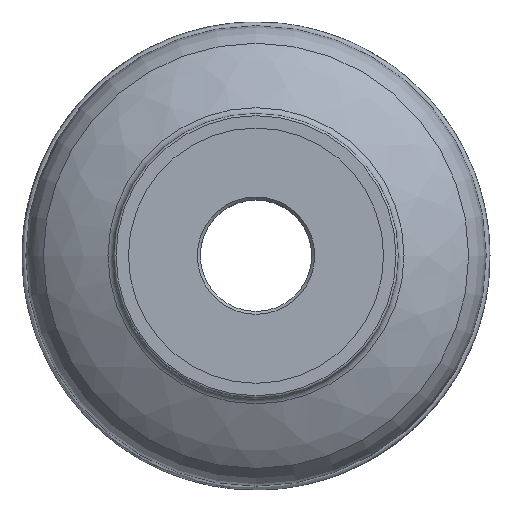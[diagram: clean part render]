
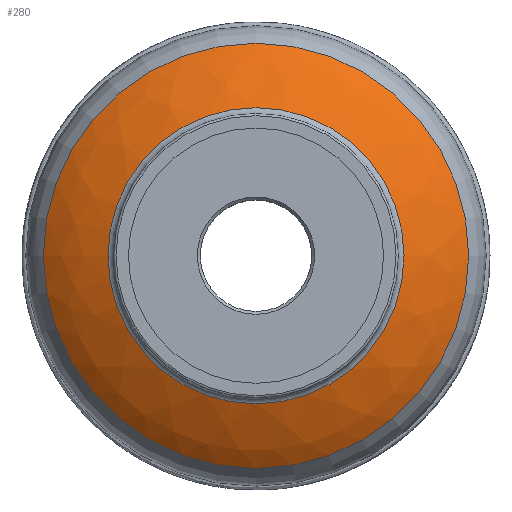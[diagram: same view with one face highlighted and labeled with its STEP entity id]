
A CAD part, top view. The second image highlights one B-rep face of the part: STEP entity #280.
In plain terms, the highlighted face is a revolution surface.
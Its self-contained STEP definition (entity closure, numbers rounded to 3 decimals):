
#89=SURFACE_OF_REVOLUTION('',#93,#91);
#91=AXIS1_PLACEMENT('',#8801,#646);
#93=(
BOUNDED_CURVE()
B_SPLINE_CURVE(3,(#8797,#8798,#8799,#8800),.UNSPECIFIED.,.F.,.F.)
B_SPLINE_CURVE_WITH_KNOTS((4,4),(0.,1.),.UNSPECIFIED.)
CURVE()
GEOMETRIC_REPRESENTATION_ITEM()
RATIONAL_B_SPLINE_CURVE((1.,0.971,0.971,1.))
REPRESENTATION_ITEM('')
);
#130=EDGE_LOOP('',(#178));
#131=EDGE_LOOP('',(#179));
#178=ORIENTED_EDGE('',*,*,#221,.T.);
#179=ORIENTED_EDGE('',*,*,#220,.F.);
#220=EDGE_CURVE('',#359,#359,#244,.T.);
#221=EDGE_CURVE('',#360,#360,#245,.T.);
#244=CIRCLE('',#542,72.7);
#245=CIRCLE('',#543,50.624);
#280=ADVANCED_FACE('SU_3',(#315,#316),#89,.F.);
#315=FACE_BOUND('',#130,.T.);
#316=FACE_BOUND('',#131,.T.);
#359=VERTEX_POINT('',#8789);
#360=VERTEX_POINT('',#8796);
#542=AXIS2_PLACEMENT_3D('',#8788,#641,#642);
#543=AXIS2_PLACEMENT_3D('',#8795,#644,#645);
#641=DIRECTION('',(0.,0.,-1.));
#642=DIRECTION('',(-1.,0.,0.));
#644=DIRECTION('',(0.,0.,-1.));
#645=DIRECTION('',(-1.,0.,0.));
#646=DIRECTION('',(0.,0.,-1.));
#8788=CARTESIAN_POINT('',(0.,0.,-34.535));
#8789=CARTESIAN_POINT('',(-72.7,0.,-34.535));
#8795=CARTESIAN_POINT('',(0.,0.,-21.813));
#8796=CARTESIAN_POINT('',(-50.624,0.,-21.813));
#8797=CARTESIAN_POINT('',(-72.7,0.,-34.535));
#8798=CARTESIAN_POINT('',(-67.053,0.,-29.87));
#8799=CARTESIAN_POINT('',(-59.477,0.,-25.505));
#8800=CARTESIAN_POINT('',(-50.624,0.,-21.813));
#8801=CARTESIAN_POINT('',(0.,0.,-57.9));
